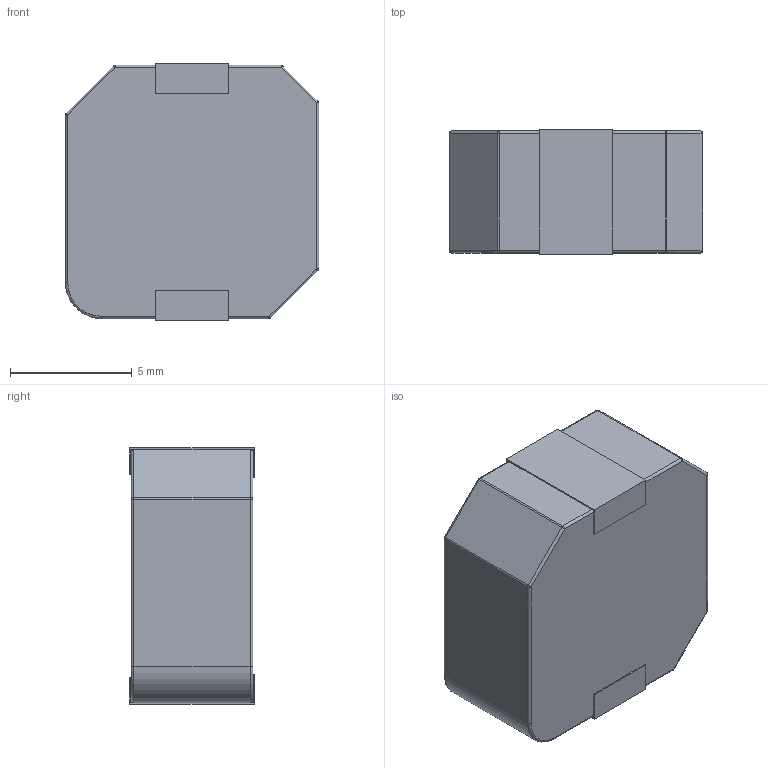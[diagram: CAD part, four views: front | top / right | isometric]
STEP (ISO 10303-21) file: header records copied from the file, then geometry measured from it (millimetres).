
FILE_DESCRIPTION(/* description */ (''),/* implementation_level */ '2;1');
FILE_NAME(/* name */ 'SMDRH105R.step',/* time_stamp */ '2022-11-26T06:01:35+02:00',/* author */ (''),/* organization */ (''),/* preprocessor_version */ 'ST-DEVELOPER v19.2',/* originating_system */ 'Autodesk Translation Framework v11.17.0.187',/* authorisation */ '');
FILE_SCHEMA (('AUTOMOTIVE_DESIGN { 1 0 10303 214 3 1 1 }'));
Length unit declared in the file: millimetre
Products named in the file (1): SMDRH105R
Bounding box: 10.4 x 5.12 x 10.52 mm (x, y, z)
Volume: 492.8 mm3; surface area: 653.4 mm2
Topology: 3 solids, 3 shells, 70 faces, 156 edges, 82 vertices
Faces by surface type: plane 31, cylinder 23, sphere 12, torus 4
Full cylindrical faces by diameter (mm): 7.7 x1, 8.2 x1
Entity records: 1869 total; most frequent: DIRECTION 338, CARTESIAN_POINT 297, ORIENTED_EDGE 288, EDGE_CURVE 144, AXIS2_PLACEMENT_3D 123, LINE 92, VECTOR 92, VERTEX_POINT 82
